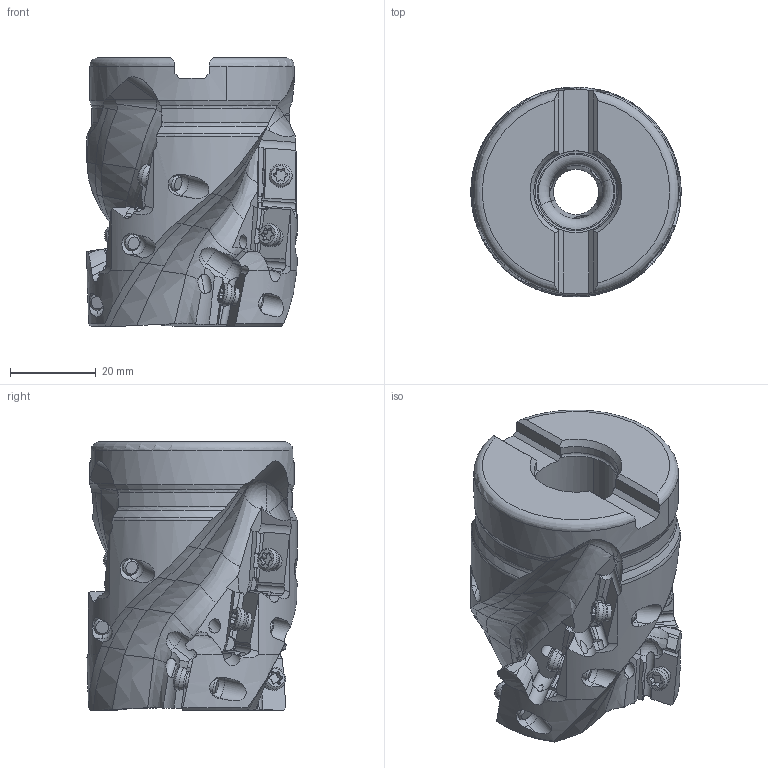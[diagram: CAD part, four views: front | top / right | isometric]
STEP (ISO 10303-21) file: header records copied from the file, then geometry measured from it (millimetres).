
FILE_DESCRIPTION(/* description */ (''),/* implementation_level */ '2;1');
FILE_NAME(/* name */ 'APX4KUR0209A16A.stp',/* time_stamp */ '2021-09-08T11:42:56+09:00',/* author */ (''),/* organization */ (''),/* preprocessor_version */ 'ST-DEVELOPER v16',/* originating_system */ 'SIEMENS PLM Software NX 10.0',/* authorisation */ '');
FILE_SCHEMA (('AUTOMOTIVE_DESIGN { 1 0 10303 214 3 1 1 1 }'));
Length unit declared in the file: millimetre
Products named in the file (1): APX4KUR0209A16A_ASM
Bounding box: 48.91 x 48.88 x 62.5 mm (x, y, z)
Volume: 68884.5 mm3; surface area: 19946 mm2
Topology: 10 solids, 10 shells, 829 faces, 2516 edges, 1730 vertices
Faces by surface type: cylinder 338, plane 265, cone 94, bspline 65, torus 43, sphere 24
Entity records: 40101 total; most frequent: CARTESIAN_POINT 17489, ORIENTED_EDGE 4990, DIRECTION 4471, EDGE_CURVE 2495, AXIS2_PLACEMENT_3D 1850, VERTEX_POINT 1686, CIRCLE 885, EDGE_LOOP 861
